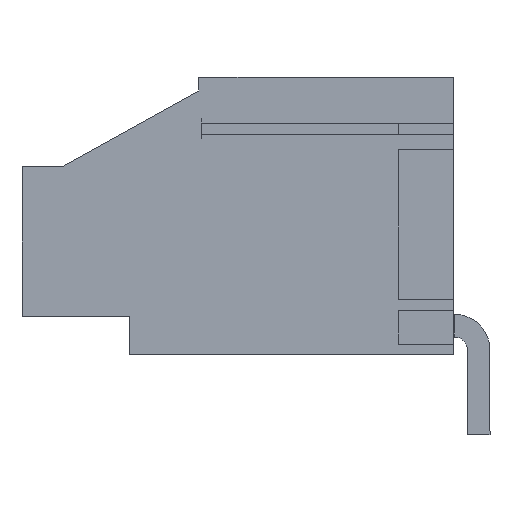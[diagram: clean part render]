
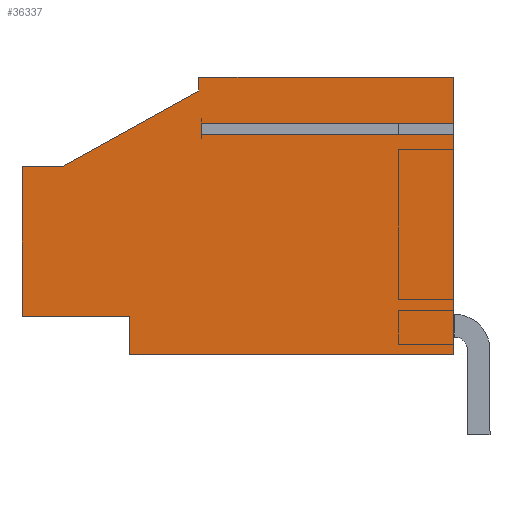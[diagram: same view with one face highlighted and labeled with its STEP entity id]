
A CAD part, left-side view. The second image highlights one B-rep face of the part: STEP entity #36337.
In plain terms, the highlighted planar face has unit normal (-1, 0, 0).
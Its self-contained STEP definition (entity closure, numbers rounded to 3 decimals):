
#36301=AXIS2_PLACEMENT_3D('Plane Axis2P3D',#36298,#36299,#36300) ;
#35883=CARTESIAN_POINT('Vertex',(-60.96,18.57,11.963)) ;
#35890=CARTESIAN_POINT('Vertex',(-60.96,18.57,6.022)) ;
#35893=CARTESIAN_POINT('Line Origine',(-60.96,18.57,8.992)) ;
#35926=CARTESIAN_POINT('Vertex',(-60.96,16.958,11.963)) ;
#35929=CARTESIAN_POINT('Line Origine',(-60.96,17.764,11.963)) ;
#35950=CARTESIAN_POINT('Vertex',(-60.96,11.55,14.961)) ;
#35953=CARTESIAN_POINT('Line Origine',(-60.96,14.254,13.462)) ;
#35977=CARTESIAN_POINT('Line Origine',(-60.96,11.55,15.239)) ;
#35981=CARTESIAN_POINT('Vertex',(-60.96,11.55,15.517)) ;
#36001=CARTESIAN_POINT('Line Origine',(-60.96,6.5,15.517)) ;
#36005=CARTESIAN_POINT('Vertex',(-60.96,1.45,15.517)) ;
#36043=CARTESIAN_POINT('Vertex',(-60.96,1.45,13.692)) ;
#36085=CARTESIAN_POINT('Vertex',(-60.96,1.45,13.242)) ;
#36088=CARTESIAN_POINT('Line Origine',(-60.96,1.45,8.879)) ;
#36092=CARTESIAN_POINT('Vertex',(-60.96,1.45,4.517)) ;
#36100=CARTESIAN_POINT('Line Origine',(-60.96,1.45,14.604)) ;
#36191=CARTESIAN_POINT('Vertex',(-60.96,14.3,4.517)) ;
#36209=CARTESIAN_POINT('Line Origine',(-60.96,7.875,4.517)) ;
#36242=CARTESIAN_POINT('Vertex',(-60.96,14.3,6.022)) ;
#36245=CARTESIAN_POINT('Line Origine',(-60.96,14.3,5.269)) ;
#36286=CARTESIAN_POINT('Line Origine',(-60.96,16.435,6.022)) ;
#36298=CARTESIAN_POINT('Axis2P3D Location',(-60.96,10.01,10.017)) ;
#36303=CARTESIAN_POINT('Line Origine',(-60.96,6.45,13.242)) ;
#36307=CARTESIAN_POINT('Vertex',(-60.96,11.45,13.242)) ;
#36310=CARTESIAN_POINT('Line Origine',(-60.96,11.45,13.467)) ;
#36314=CARTESIAN_POINT('Vertex',(-60.96,11.45,13.692)) ;
#36317=CARTESIAN_POINT('Line Origine',(-60.96,6.45,13.692)) ;
#35894=DIRECTION('Vector Direction',(0.,0.,1.)) ;
#35930=DIRECTION('Vector Direction',(0.,-1.,0.)) ;
#35954=DIRECTION('Vector Direction',(0.,-0.875,0.485)) ;
#35978=DIRECTION('Vector Direction',(0.,0.,-1.)) ;
#36002=DIRECTION('Vector Direction',(0.,1.,0.)) ;
#36089=DIRECTION('Vector Direction',(0.,0.,1.)) ;
#36101=DIRECTION('Vector Direction',(0.,0.,1.)) ;
#36210=DIRECTION('Vector Direction',(0.,1.,0.)) ;
#36246=DIRECTION('Vector Direction',(0.,0.,1.)) ;
#36287=DIRECTION('Vector Direction',(0.,-1.,0.)) ;
#36299=DIRECTION('Axis2P3D Direction',(-1.,0.,0.)) ;
#36300=DIRECTION('Axis2P3D XDirection',(0.,0.,1.)) ;
#36304=DIRECTION('Vector Direction',(0.,1.,0.)) ;
#36311=DIRECTION('Vector Direction',(0.,0.,1.)) ;
#36318=DIRECTION('Vector Direction',(0.,1.,0.)) ;
#35895=VECTOR('Line Direction',#35894,1.) ;
#35931=VECTOR('Line Direction',#35930,1.) ;
#35955=VECTOR('Line Direction',#35954,1.) ;
#35979=VECTOR('Line Direction',#35978,1.) ;
#36003=VECTOR('Line Direction',#36002,1.) ;
#36090=VECTOR('Line Direction',#36089,1.) ;
#36102=VECTOR('Line Direction',#36101,1.) ;
#36211=VECTOR('Line Direction',#36210,1.) ;
#36247=VECTOR('Line Direction',#36246,1.) ;
#36288=VECTOR('Line Direction',#36287,1.) ;
#36305=VECTOR('Line Direction',#36304,1.) ;
#36312=VECTOR('Line Direction',#36311,1.) ;
#36319=VECTOR('Line Direction',#36318,1.) ;
#36323=ORIENTED_EDGE('',*,*,#36104,.T.) ;
#36324=ORIENTED_EDGE('',*,*,#36007,.T.) ;
#36325=ORIENTED_EDGE('',*,*,#35983,.T.) ;
#36326=ORIENTED_EDGE('',*,*,#35957,.F.) ;
#36327=ORIENTED_EDGE('',*,*,#35933,.F.) ;
#36328=ORIENTED_EDGE('',*,*,#35897,.F.) ;
#36329=ORIENTED_EDGE('',*,*,#36290,.T.) ;
#36330=ORIENTED_EDGE('',*,*,#36249,.F.) ;
#36331=ORIENTED_EDGE('',*,*,#36213,.F.) ;
#36332=ORIENTED_EDGE('',*,*,#36094,.T.) ;
#36333=ORIENTED_EDGE('',*,*,#36309,.T.) ;
#36334=ORIENTED_EDGE('',*,*,#36316,.T.) ;
#36335=ORIENTED_EDGE('',*,*,#36321,.F.) ;
#36337=ADVANCED_FACE('17',(#36336),#36302,.T.) ;
#35897=EDGE_CURVE('',#35891,#35884,#35896,.T.) ;
#35933=EDGE_CURVE('',#35884,#35927,#35932,.T.) ;
#35957=EDGE_CURVE('',#35927,#35951,#35956,.T.) ;
#35983=EDGE_CURVE('',#35982,#35951,#35980,.T.) ;
#36007=EDGE_CURVE('',#36006,#35982,#36004,.T.) ;
#36094=EDGE_CURVE('',#36093,#36086,#36091,.T.) ;
#36104=EDGE_CURVE('',#36044,#36006,#36103,.T.) ;
#36213=EDGE_CURVE('',#36093,#36192,#36212,.T.) ;
#36249=EDGE_CURVE('',#36192,#36243,#36248,.T.) ;
#36290=EDGE_CURVE('',#35891,#36243,#36289,.T.) ;
#36309=EDGE_CURVE('',#36086,#36308,#36306,.T.) ;
#36316=EDGE_CURVE('',#36308,#36315,#36313,.T.) ;
#36321=EDGE_CURVE('',#36044,#36315,#36320,.T.) ;
#36322=EDGE_LOOP('',(#36323,#36324,#36325,#36326,#36327,#36328,#36329,#36330,#36331,#36332,#36333,#36334,#36335)) ;
#36336=FACE_OUTER_BOUND('',#36322,.T.) ;
#35896=LINE('Line',#35893,#35895) ;
#35932=LINE('Line',#35929,#35931) ;
#35956=LINE('Line',#35953,#35955) ;
#35980=LINE('Line',#35977,#35979) ;
#36004=LINE('Line',#36001,#36003) ;
#36091=LINE('Line',#36088,#36090) ;
#36103=LINE('Line',#36100,#36102) ;
#36212=LINE('Line',#36209,#36211) ;
#36248=LINE('Line',#36245,#36247) ;
#36289=LINE('Line',#36286,#36288) ;
#36306=LINE('Line',#36303,#36305) ;
#36313=LINE('Line',#36310,#36312) ;
#36320=LINE('Line',#36317,#36319) ;
#36302=PLANE('',#36301) ;
#35884=VERTEX_POINT('',#35883) ;
#35891=VERTEX_POINT('',#35890) ;
#35927=VERTEX_POINT('',#35926) ;
#35951=VERTEX_POINT('',#35950) ;
#35982=VERTEX_POINT('',#35981) ;
#36006=VERTEX_POINT('',#36005) ;
#36044=VERTEX_POINT('',#36043) ;
#36086=VERTEX_POINT('',#36085) ;
#36093=VERTEX_POINT('',#36092) ;
#36192=VERTEX_POINT('',#36191) ;
#36243=VERTEX_POINT('',#36242) ;
#36308=VERTEX_POINT('',#36307) ;
#36315=VERTEX_POINT('',#36314) ;
